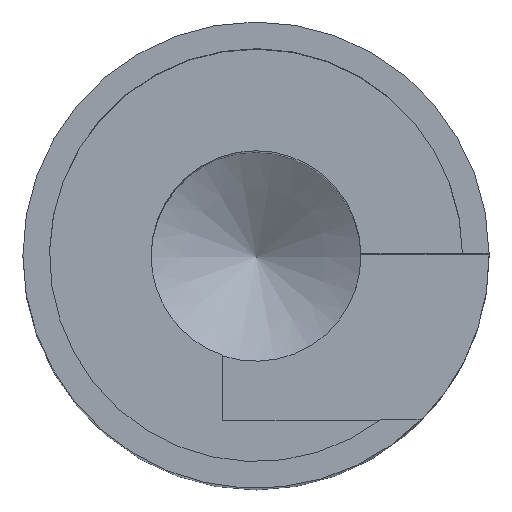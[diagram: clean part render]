
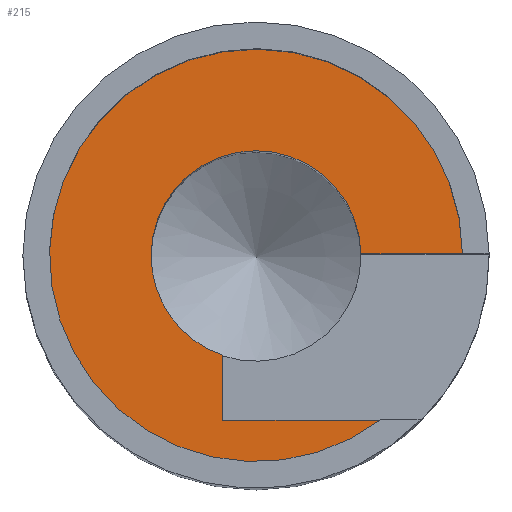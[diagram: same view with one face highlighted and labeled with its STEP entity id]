
A CAD part, top view. The second image highlights one B-rep face of the part: STEP entity #215.
In plain terms, the highlighted planar face has unit normal (0, 0, 1).
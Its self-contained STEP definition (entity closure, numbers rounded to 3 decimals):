
#25=CIRCLE('',#246,6.2);
#26=CIRCLE('',#248,3.15);
#27=CIRCLE('',#249,3.15);
#38=FACE_OUTER_BOUND('',#50,.T.);
#50=EDGE_LOOP('',(#172,#173,#174,#175,#176,#177));
#59=LINE('',#334,#77);
#62=LINE('',#340,#80);
#69=LINE('',#358,#87);
#77=VECTOR('',#265,10.);
#80=VECTOR('',#270,10.);
#87=VECTOR('',#285,10.);
#95=VERTEX_POINT('',#331);
#96=VERTEX_POINT('',#333);
#98=VERTEX_POINT('',#339);
#104=VERTEX_POINT('',#355);
#105=VERTEX_POINT('',#357);
#107=VERTEX_POINT('',#368);
#115=EDGE_CURVE('',#96,#95,#59,.T.);
#118=EDGE_CURVE('',#95,#98,#62,.T.);
#127=EDGE_CURVE('',#105,#104,#69,.T.);
#132=EDGE_CURVE('',#96,#104,#25,.T.);
#133=EDGE_CURVE('',#107,#98,#26,.T.);
#134=EDGE_CURVE('',#105,#107,#27,.T.);
#172=ORIENTED_EDGE('',*,*,#115,.T.);
#173=ORIENTED_EDGE('',*,*,#118,.T.);
#174=ORIENTED_EDGE('',*,*,#133,.F.);
#175=ORIENTED_EDGE('',*,*,#134,.F.);
#176=ORIENTED_EDGE('',*,*,#127,.T.);
#177=ORIENTED_EDGE('',*,*,#132,.F.);
#207=PLANE('',#247);
#215=ADVANCED_FACE('',(#38),#207,.F.);
#246=AXIS2_PLACEMENT_3D('',#366,#297,#298);
#247=AXIS2_PLACEMENT_3D('',#367,#299,#300);
#248=AXIS2_PLACEMENT_3D('',#369,#301,#302);
#249=AXIS2_PLACEMENT_3D('',#370,#303,#304);
#265=DIRECTION('',(-1.,0.,0.));
#270=DIRECTION('',(0.,1.,0.));
#285=DIRECTION('',(1.,0.,0.));
#297=DIRECTION('center_axis',(0.,0.,-1.));
#298=DIRECTION('ref_axis',(1.,0.,0.));
#299=DIRECTION('center_axis',(0.,0.,-1.));
#300=DIRECTION('ref_axis',(1.,0.,0.));
#301=DIRECTION('center_axis',(0.,0.,1.));
#302=DIRECTION('ref_axis',(1.,0.,0.));
#303=DIRECTION('center_axis',(0.,0.,1.));
#304=DIRECTION('ref_axis',(1.,0.,0.));
#331=CARTESIAN_POINT('',(-1.,-4.944,27.5));
#333=CARTESIAN_POINT('',(3.741,-4.944,27.5));
#334=CARTESIAN_POINT('',(4.5,-4.944,27.5));
#339=CARTESIAN_POINT('',(-1.,-2.987,27.5));
#340=CARTESIAN_POINT('',(-1.,-1.222,27.5));
#355=CARTESIAN_POINT('',(6.2,0.056,27.5));
#357=CARTESIAN_POINT('',(3.149,0.056,27.5));
#358=CARTESIAN_POINT('',(4.5,0.056,27.5));
#366=CARTESIAN_POINT('Origin',(0.,0.,27.5));
#367=CARTESIAN_POINT('Origin',(0.,0.,27.5));
#368=CARTESIAN_POINT('',(-3.15,0.,27.5));
#369=CARTESIAN_POINT('Origin',(0.,0.,27.5));
#370=CARTESIAN_POINT('Origin',(0.,0.,27.5));
